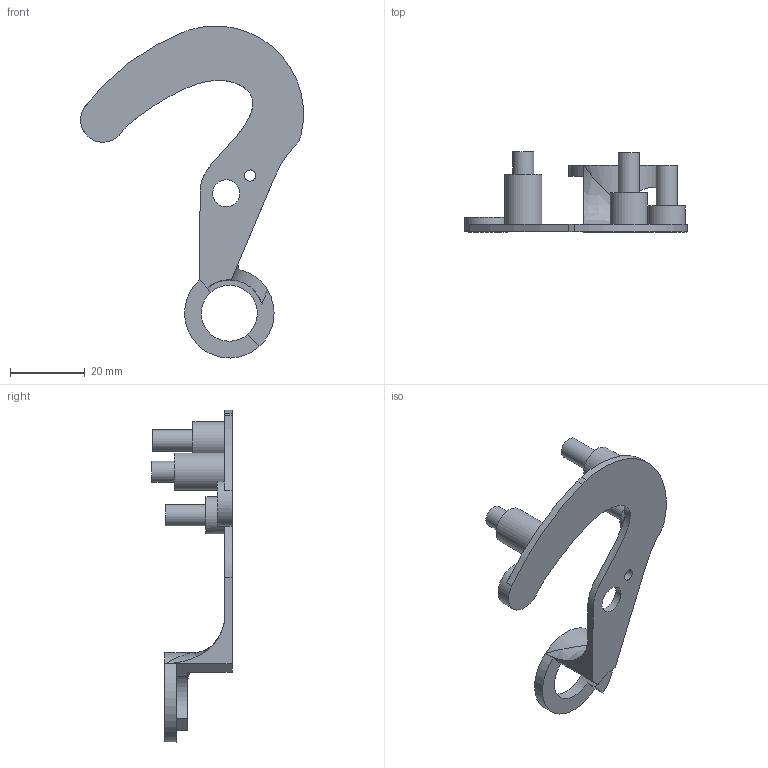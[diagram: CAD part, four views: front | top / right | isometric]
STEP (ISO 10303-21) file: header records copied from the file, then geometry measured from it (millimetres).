
FILE_DESCRIPTION(/* description */ (''),/* implementation_level */ '2;1');
FILE_NAME(/* name */ 'M5Holder.step',/* time_stamp */ '2021-10-12T15:22:10-05:00',/* author */ (''),/* organization */ (''),/* preprocessor_version */ 'ST-DEVELOPER v18.1',/* originating_system */ 'Autodesk Translation Framework v10.10.0.1391',/* authorisation */ '');
FILE_SCHEMA (('AUTOMOTIVE_DESIGN { 1 0 10303 214 3 1 1 }'));
Length unit declared in the file: millimetre
Products named in the file (1): M5Holder
Bounding box: 59.72 x 21.5 x 89.02 mm (x, y, z)
Volume: 7905.4 mm3; surface area: 6416.8 mm2
Topology: 1 solids, 1 shells, 40 faces, 99 edges, 65 vertices
Faces by surface type: cylinder 18, plane 16, cone 3, bspline 3
Full cylindrical faces by diameter (mm): 3 x1, 5.7 x3, 7.25 x1, 10 x3, 12 x1, 15 x1
Entity records: 3018 total; most frequent: CARTESIAN_POINT 2014, DIRECTION 206, ORIENTED_EDGE 198, EDGE_CURVE 99, AXIS2_PLACEMENT_3D 84, VERTEX_POINT 65, EDGE_LOOP 50, CIRCLE 44
